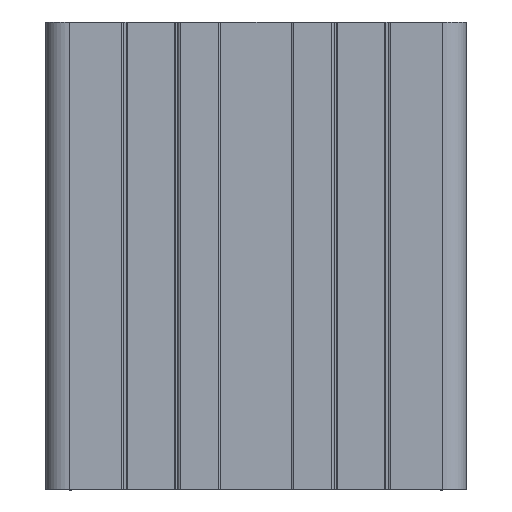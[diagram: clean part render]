
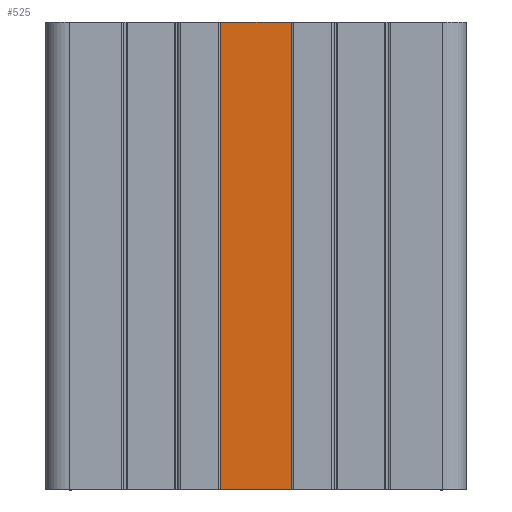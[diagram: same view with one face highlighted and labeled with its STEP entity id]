
A CAD part, top view. The second image highlights one B-rep face of the part: STEP entity #525.
In plain terms, the highlighted planar face has unit normal (0, 0, 1).
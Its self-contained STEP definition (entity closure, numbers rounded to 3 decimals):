
#525 = ADVANCED_FACE( '', ( #1138 ), #1139, .T. );
#1138 = FACE_OUTER_BOUND( '', #1837, .T. );
#1139 = PLANE( '', #1838 );
#1837 = EDGE_LOOP( '', ( #3431, #3432, #3433, #3434 ) );
#1838 = AXIS2_PLACEMENT_3D( '', #3435, #3436, #3437 );
#3431 = ORIENTED_EDGE( '', *, *, #5056, .F. );
#3432 = ORIENTED_EDGE( '', *, *, #4491, .F. );
#3433 = ORIENTED_EDGE( '', *, *, #4871, .T. );
#3434 = ORIENTED_EDGE( '', *, *, #5005, .T. );
#3435 = CARTESIAN_POINT( '', ( 7.5, 100., 44. ) );
#3436 = DIRECTION( '', ( 0., 0., 1. ) );
#3437 = DIRECTION( '', ( 0., -1., 0. ) );
#4491 = EDGE_CURVE( '', #5486, #5484, #5488, .T. );
#4871 = EDGE_CURVE( '', #5486, #6104, #6106, .T. );
#5005 = EDGE_CURVE( '', #6104, #6304, #6307, .T. );
#5056 = EDGE_CURVE( '', #5484, #6304, #6370, .T. );
#5484 = VERTEX_POINT( '', #6916 );
#5486 = VERTEX_POINT( '', #6919 );
#5488 = LINE( '', #6922, #6923 );
#6104 = VERTEX_POINT( '', #7778 );
#6106 = LINE( '', #7781, #7782 );
#6304 = VERTEX_POINT( '', #8070 );
#6307 = LINE( '', #8074, #8075 );
#6370 = LINE( '', #8165, #8166 );
#6916 = CARTESIAN_POINT( '', ( 7.5, 0., 44. ) );
#6919 = CARTESIAN_POINT( '', ( 7.5, 100., 44. ) );
#6922 = CARTESIAN_POINT( '', ( 7.5, 100., 44. ) );
#6923 = VECTOR( '', #8633, 1000. );
#7778 = CARTESIAN_POINT( '', ( -7.5, 100., 44. ) );
#7781 = CARTESIAN_POINT( '', ( 7.5, 100., 44. ) );
#7782 = VECTOR( '', #9045, 1000. );
#8070 = CARTESIAN_POINT( '', ( -7.5, 0., 44. ) );
#8074 = CARTESIAN_POINT( '', ( -7.5, 100., 44. ) );
#8075 = VECTOR( '', #9227, 1000. );
#8165 = CARTESIAN_POINT( '', ( 7.5, 0., 44. ) );
#8166 = VECTOR( '', #9267, 1000. );
#8633 = DIRECTION( '', ( 0., -1., 0. ) );
#9045 = DIRECTION( '', ( -1., 0., 0. ) );
#9227 = DIRECTION( '', ( 0., -1., 0. ) );
#9267 = DIRECTION( '', ( -1., 0., 0. ) );
